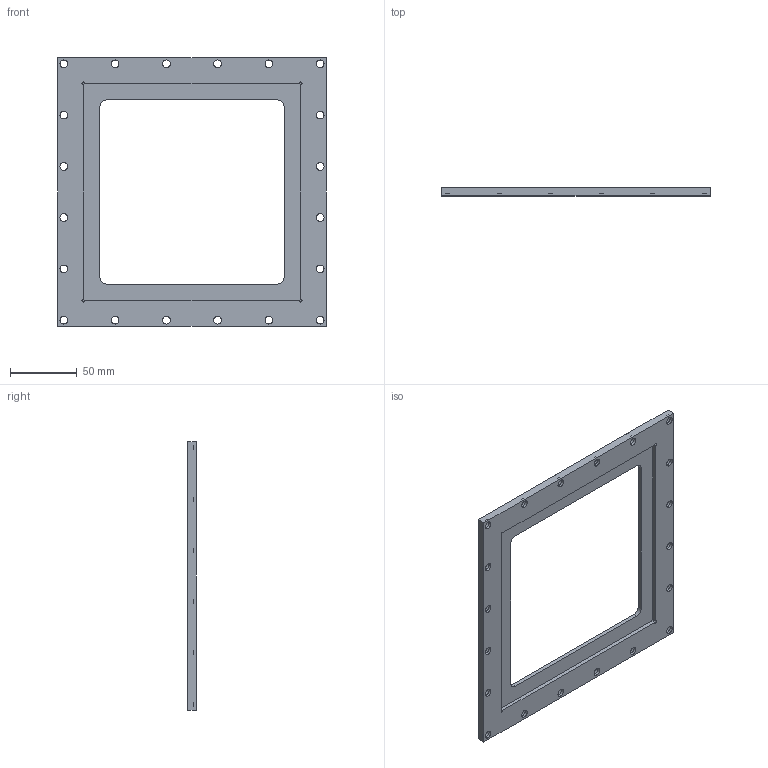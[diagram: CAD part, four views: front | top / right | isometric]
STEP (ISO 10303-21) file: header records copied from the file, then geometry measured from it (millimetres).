
FILE_DESCRIPTION(('Open CASCADE Model'),'2;1');
FILE_NAME('Open CASCADE Shape Model','2019-12-05T10:39:02',('Author'),( 'Open CASCADE'),'Open CASCADE STEP processor 6.9','Open CASCADE 6.9' ,'Unknown');
FILE_SCHEMA(('AUTOMOTIVE_DESIGN { 1 0 10303 214 1 1 1 1 }'));
Length unit declared in the file: millimetre
Products named in the file (1): Open CASCADE STEP translator 6.9 12
Bounding box: 201.2 x 6 x 201.2 mm (x, y, z)
Volume: 100747.4 mm3; surface area: 53108.5 mm2
Topology: 1 solids, 1 shells, 83 faces, 184 edges, 124 vertices
Faces by surface type: cylinder 48, plane 35
Full cylindrical faces by diameter (mm): 5.8 x20, 8.25 x20
Entity records: 4982 total; most frequent: CARTESIAN_POINT 1064, DIRECTION 766, ORIENTED_EDGE 368, PCURVE 368, DEFINITIONAL_REPRESENTATION 368, LINE 348, VECTOR 348, AXIS2_PLACEMENT_3D 184
